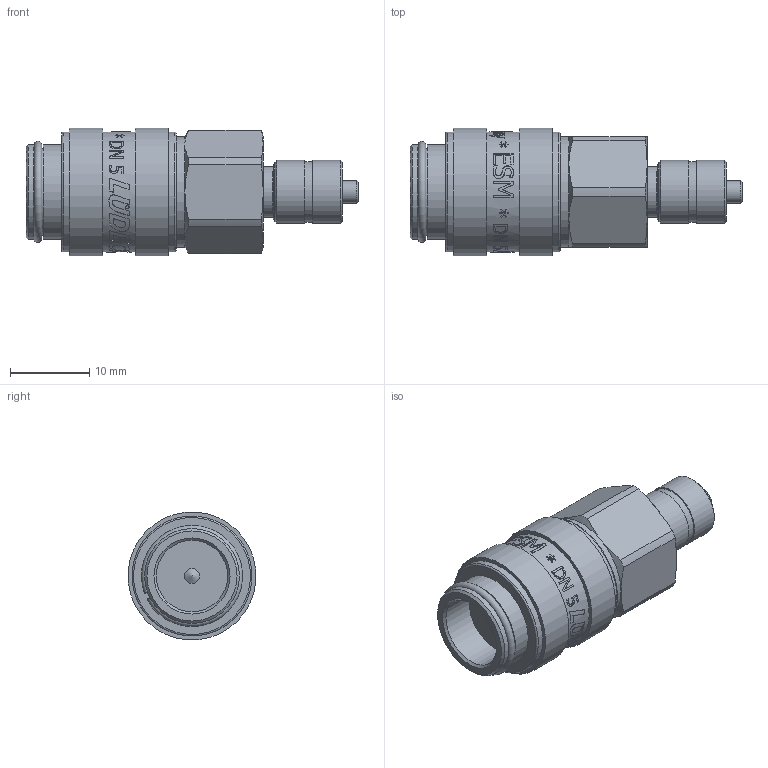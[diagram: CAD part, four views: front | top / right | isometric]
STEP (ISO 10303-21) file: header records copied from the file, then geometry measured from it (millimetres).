
FILE_DESCRIPTION(/* description */ (''),/* implementation_level */ '2;1');
FILE_NAME(/* name */ 'ESMN 35 TQAB.stp',/* time_stamp */ '2023-01-16T09:34:02+01:00',/* author */ ('stefan.foerster'),/* organization */ (''),/* preprocessor_version */ 'ST-DEVELOPER v18.1',/* originating_system */ 'Autodesk Inventor 2022',/* authorisation */ '0 mm^3');
FILE_SCHEMA (('AUTOMOTIVE_DESIGN { 1 0 10303 214 3 1 1 }','PROCESS_PLANNING_SCHEMA'));
Products named in the file (1): LUE_00041798_Vereinfachen_1
Bounding box: 42 x 16.17 x 16.17 mm (x, y, z)
Volume: 5256.8 mm3; surface area: 2681.8 mm2
Topology: 1 solids, 1 shells, 459 faces, 1217 edges, 804 vertices
Faces by surface type: bspline 218, plane 154, cylinder 59, cone 22, torus 6
Full cylindrical faces by diameter (mm): 1.9 x1, 2 x1, 2.8 x1, 3.5 x1, 4.25 x1, 5.2 x1, 6.4 x2, 6.5 x1, 7 x1, 7.7 x1, 8 x2, 9.03 x1, 11 x1, 12 x2, 14 x1, 15.2 x3, 16.2 x2
Entity records: 57823 total; most frequent: CARTESIAN_POINT 47564, ORIENTED_EDGE 2434, DIRECTION 1287, EDGE_CURVE 1217, VERTEX_POINT 804, B_SPLINE_CURVE_WITH_KNOTS 568, EDGE_LOOP 505, FACE_OUTER_BOUND 459
